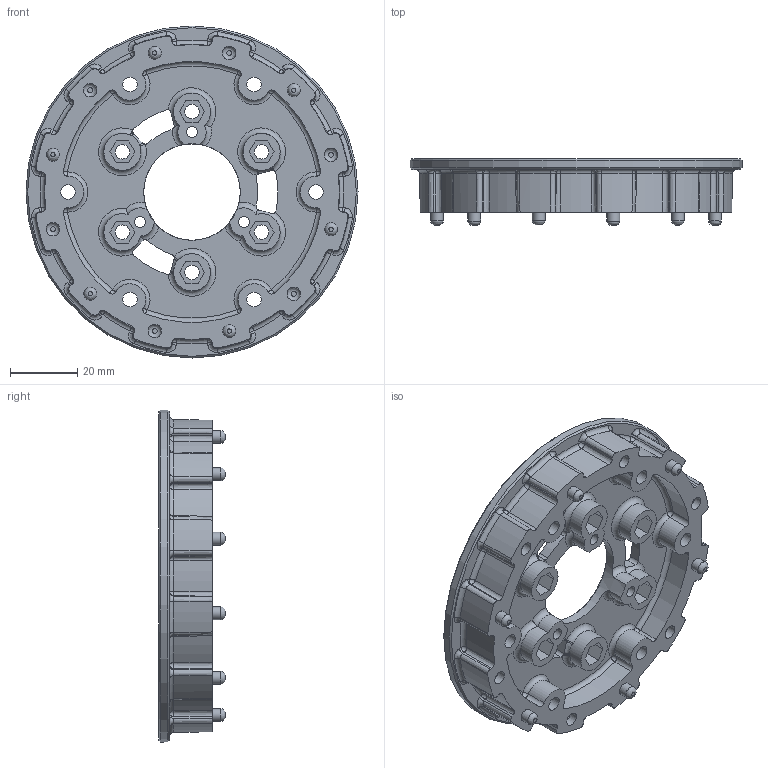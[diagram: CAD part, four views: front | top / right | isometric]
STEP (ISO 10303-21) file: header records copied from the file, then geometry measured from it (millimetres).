
FILE_DESCRIPTION(/* description */ ('STEP AP203'),/* implementation_level */ '2;1');
FILE_NAME(/* name */ 'Traction Wheel Right 4in.ipt.step',/* time_stamp */ '2020-04-16T23:24:54-04:00',/* author */ ('svradm'),/* organization */ ('Microsoft'),/* preprocessor_version */ 'ST-DEVELOPER v17',/* originating_system */ 'Autodesk Inventor 2019',/* authorisation */ '');
FILE_SCHEMA (('AUTOMOTIVE_DESIGN { 1 0 10303 214 3 1 1 }'));
Length unit declared in the file: inch
Products named in the file (1): Traction Wheel Right 4in
Bounding box: 98.4 x 19.68 x 98.4 mm (x, y, z)
Volume: 50346.8 mm3; surface area: 26704.6 mm2
Topology: 1 solids, 1 shells, 763 faces, 1943 edges, 1143 vertices
Faces by surface type: cylinder 257, bspline 150, torus 147, plane 146, sphere 36, cone 27
Full cylindrical faces by diameter (mm): 3.302 x3, 3.81 x6, 3.988 x6, 4.305 x12, 10.998 x3, 28.6 x1, 98.4 x1
Entity records: 30223 total; most frequent: CARTESIAN_POINT 11649, DIRECTION 3857, ORIENTED_EDGE 3766, EDGE_CURVE 1883, AXIS2_PLACEMENT_3D 1650, VERTEX_POINT 1143, CIRCLE 1006, EDGE_LOOP 822
